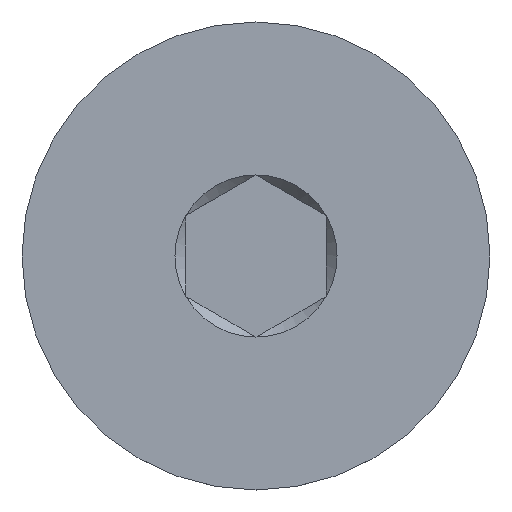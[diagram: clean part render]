
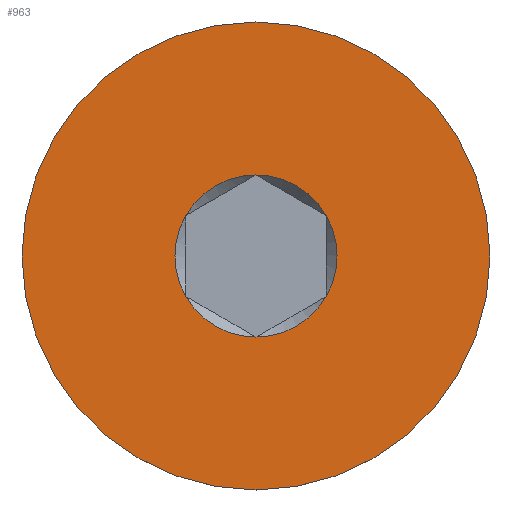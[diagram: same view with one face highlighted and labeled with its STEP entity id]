
A CAD part, top view. The second image highlights one B-rep face of the part: STEP entity #963.
In plain terms, the highlighted planar face has unit normal (0, 0, 1).
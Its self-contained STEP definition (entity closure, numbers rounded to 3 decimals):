
#17=FACE_BOUND('',#172,.T.);
#18=PLANE('',#1052);
#115=FACE_OUTER_BOUND('',#171,.T.);
#171=EDGE_LOOP('',(#754,#755));
#172=EDGE_LOOP('',(#756,#757,#758,#759,#760,#761));
#196=CIRCLE('',#1043,1.732);
#197=CIRCLE('',#1045,5.);
#198=CIRCLE('',#1046,5.);
#203=CIRCLE('',#1053,1.732);
#204=CIRCLE('',#1054,1.732);
#205=CIRCLE('',#1055,1.732);
#206=CIRCLE('',#1056,1.732);
#207=CIRCLE('',#1057,1.732);
#421=VERTEX_POINT('',#5330);
#422=VERTEX_POINT('',#5331);
#423=VERTEX_POINT('',#5337);
#424=VERTEX_POINT('',#5338);
#430=VERTEX_POINT('',#5395);
#431=VERTEX_POINT('',#5397);
#432=VERTEX_POINT('',#5399);
#433=VERTEX_POINT('',#5401);
#553=EDGE_CURVE('',#421,#422,#196,.T.);
#554=EDGE_CURVE('',#423,#424,#197,.T.);
#555=EDGE_CURVE('',#424,#423,#198,.T.);
#564=EDGE_CURVE('',#422,#430,#203,.T.);
#565=EDGE_CURVE('',#430,#431,#204,.T.);
#566=EDGE_CURVE('',#431,#432,#205,.T.);
#567=EDGE_CURVE('',#432,#433,#206,.T.);
#568=EDGE_CURVE('',#433,#421,#207,.T.);
#754=ORIENTED_EDGE('',*,*,#554,.T.);
#755=ORIENTED_EDGE('',*,*,#555,.T.);
#756=ORIENTED_EDGE('',*,*,#564,.T.);
#757=ORIENTED_EDGE('',*,*,#565,.T.);
#758=ORIENTED_EDGE('',*,*,#566,.T.);
#759=ORIENTED_EDGE('',*,*,#567,.T.);
#760=ORIENTED_EDGE('',*,*,#568,.T.);
#761=ORIENTED_EDGE('',*,*,#553,.T.);
#963=ADVANCED_FACE('',(#115,#17),#18,.F.);
#1043=AXIS2_PLACEMENT_3D('',#5335,#1194,#1195);
#1045=AXIS2_PLACEMENT_3D('',#5339,#1198,#1199);
#1046=AXIS2_PLACEMENT_3D('',#5340,#1200,#1201);
#1052=AXIS2_PLACEMENT_3D('',#5394,#1214,#1215);
#1053=AXIS2_PLACEMENT_3D('',#5396,#1216,#1217);
#1054=AXIS2_PLACEMENT_3D('',#5398,#1218,#1219);
#1055=AXIS2_PLACEMENT_3D('',#5400,#1220,#1221);
#1056=AXIS2_PLACEMENT_3D('',#5402,#1222,#1223);
#1057=AXIS2_PLACEMENT_3D('',#5403,#1224,#1225);
#1194=DIRECTION('center_axis',(0.,0.,-1.));
#1195=DIRECTION('ref_axis',(-1.,0.,0.));
#1198=DIRECTION('center_axis',(0.,0.,1.));
#1199=DIRECTION('ref_axis',(0.,-1.,0.));
#1200=DIRECTION('center_axis',(0.,0.,1.));
#1201=DIRECTION('ref_axis',(0.,-1.,0.));
#1214=DIRECTION('center_axis',(0.,0.,-1.));
#1215=DIRECTION('ref_axis',(0.,1.,0.));
#1216=DIRECTION('center_axis',(0.,0.,-1.));
#1217=DIRECTION('ref_axis',(-1.,0.,0.));
#1218=DIRECTION('center_axis',(0.,0.,-1.));
#1219=DIRECTION('ref_axis',(-1.,0.,0.));
#1220=DIRECTION('center_axis',(0.,0.,-1.));
#1221=DIRECTION('ref_axis',(-1.,0.,0.));
#1222=DIRECTION('center_axis',(0.,0.,-1.));
#1223=DIRECTION('ref_axis',(-1.,0.,0.));
#1224=DIRECTION('center_axis',(0.,0.,-1.));
#1225=DIRECTION('ref_axis',(-1.,0.,0.));
#5330=CARTESIAN_POINT('',(-1.5,-0.866,8.));
#5331=CARTESIAN_POINT('',(-1.5,0.866,8.));
#5335=CARTESIAN_POINT('Origin',(0.,0.,8.));
#5337=CARTESIAN_POINT('',(0.,-5.,8.));
#5338=CARTESIAN_POINT('',(0.,5.,8.));
#5339=CARTESIAN_POINT('Origin',(0.,0.,8.));
#5340=CARTESIAN_POINT('Origin',(0.,0.,8.));
#5394=CARTESIAN_POINT('Origin',(0.,0.,
8.));
#5395=CARTESIAN_POINT('',(0.,1.732,8.));
#5396=CARTESIAN_POINT('Origin',(0.,0.,8.));
#5397=CARTESIAN_POINT('',(1.5,0.866,8.));
#5398=CARTESIAN_POINT('Origin',(0.,0.,8.));
#5399=CARTESIAN_POINT('',(1.5,-0.866,8.));
#5400=CARTESIAN_POINT('Origin',(0.,0.,8.));
#5401=CARTESIAN_POINT('',(0.,-1.732,8.));
#5402=CARTESIAN_POINT('Origin',(0.,0.,8.));
#5403=CARTESIAN_POINT('Origin',(0.,0.,8.));
